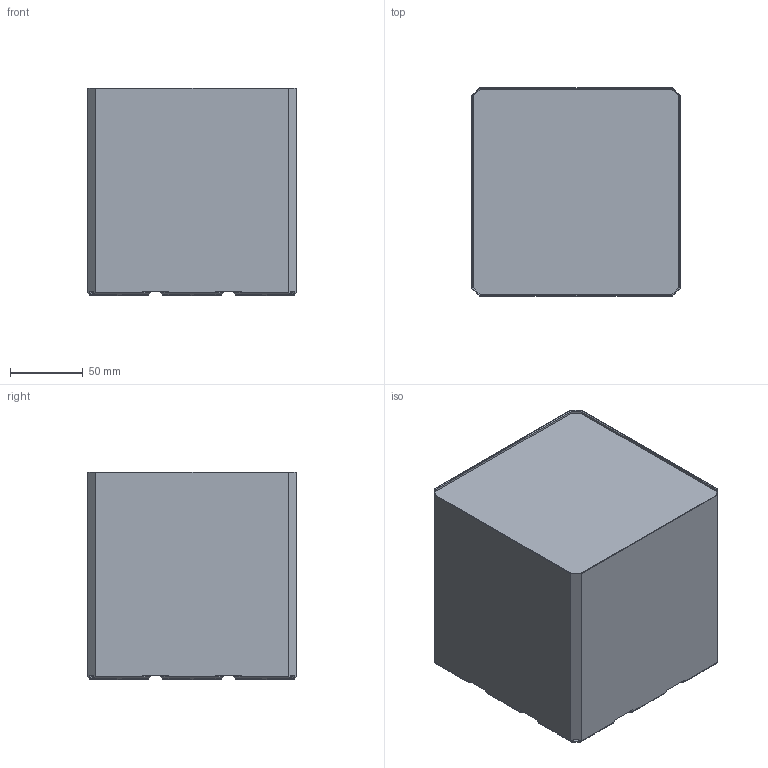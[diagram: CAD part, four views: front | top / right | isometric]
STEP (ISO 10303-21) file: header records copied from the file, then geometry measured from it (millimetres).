
FILE_DESCRIPTION(/* description */ (''),/* implementation_level */ '2;1');
FILE_NAME(/* name */ '3x3.step',/* time_stamp */ '2024-08-26T15:46:13-04:00',/* author */ (''),/* organization */ (''),/* preprocessor_version */ 'ST-DEVELOPER v20',/* originating_system */ 'Autodesk Translation Framework v13.14.0.145',/* authorisation */ '');
FILE_SCHEMA (('AUTOMOTIVE_DESIGN { 1 0 10303 214 3 1 1 }'));
Length unit declared in the file: millimetre
Products named in the file (1): 3x3
Bounding box: 143 x 143 x 142.6 mm (x, y, z)
Volume: 2842646 mm3; surface area: 126089.8 mm2
Topology: 1 solids, 1 shells, 778 faces, 1986 edges, 1220 vertices
Faces by surface type: plane 778
Entity records: 22630 total; most frequent: CARTESIAN_POINT 3985, ORIENTED_EDGE 3972, DIRECTION 3544, LINE 1986, VECTOR 1986, EDGE_CURVE 1986, VERTEX_POINT 1220, EDGE_LOOP 788
